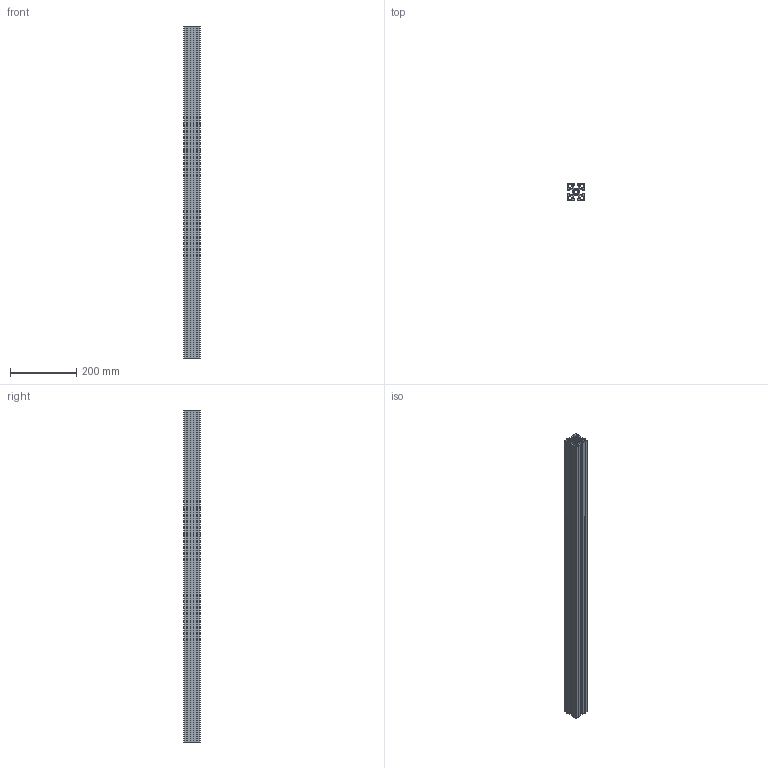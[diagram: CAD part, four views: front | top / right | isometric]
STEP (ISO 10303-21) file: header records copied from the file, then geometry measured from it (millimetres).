
FILE_DESCRIPTION (( 'STEP AP203' ), '1' );
FILE_NAME ('655-8 Ïðîôèëü êîíñòðóêöèîííûé 50õ50 ïàç 8ìì (Àí. ñåðåáðî).step', '2025-11-26T10:46:23', ( '' ), ( '' ), 'SwSTEP 2.0', 'SolidWorks 2026', '' );
FILE_SCHEMA (( 'CONFIG_CONTROL_DESIGN' ));
Length unit declared in the file: millimetre
Products named in the file (2): 655-8 Профиль конструкционный 50х50 паз 8мм (Ан. серебро); 655-8 Профиль конструкционный 50х50 паз 8мм (Ан. серебро)_00
Assembly tree (1 placements, depth 2):
  655-8 Профиль конструкционный 50х50 паз 8мм (Ан. серебро)
    655-8 Профиль конструкционный 50х50 паз 8мм (Ан. серебро)_00
Bounding box: 50 x 50 x 1000 mm (x, y, z)
Volume: 850676.5 mm3; surface area: 750890.3 mm2
Topology: 1 solids, 1 shells, 215 faces, 639 edges, 426 vertices
Faces by surface type: plane 174, cylinder 41
Entity records: 7351 total; most frequent: CARTESIAN_POINT 1284, ORIENTED_EDGE 1278, DIRECTION 1159, EDGE_CURVE 639, VECTOR 557, LINE 557, VERTEX_POINT 426, AXIS2_PLACEMENT_3D 301
